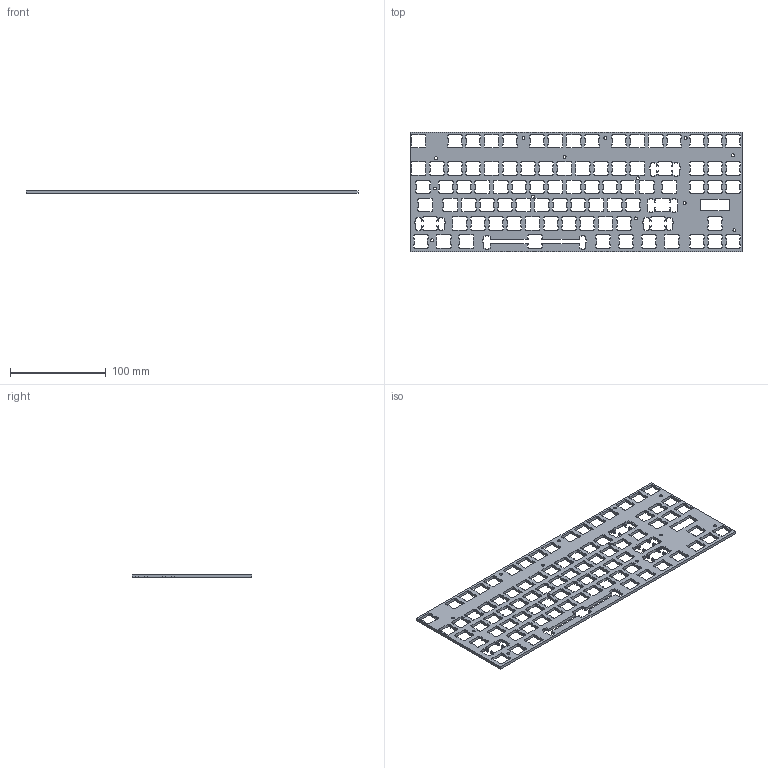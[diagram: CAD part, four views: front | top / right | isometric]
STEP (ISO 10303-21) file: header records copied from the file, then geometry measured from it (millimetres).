
FILE_DESCRIPTION(('HOOPS Exchange Step'),'2;1');
FILE_NAME('temp_export','2025-03-15T10:48:42-04:00',('evanl'),('Shapr3D Limited'),'HOOPS Exchange 2024.8','Shapr3D','Authorized');
FILE_SCHEMA( ('AP242_MANAGED_MODEL_BASED_3D_ENGINEERING_MIM_LF {1 0 10303 442 1 1 4}') );
Length unit declared in the file: millimetre
Products named in the file (4): temp_import; deltaboard_PCB; pcb.step; root
Assembly tree (3 placements, depth 3):
  root
    temp_import
    pcb.step
      deltaboard_PCB
Bounding box: 346.65 x 124.3 x 3 mm (x, y, z)
Volume: 70157.2 mm3; surface area: 68091.8 mm2
Topology: 1 solids, 1 shells, 1963 faces, 5909 edges, 3948 vertices
Faces by surface type: plane 1950, cylinder 13
Full cylindrical faces by diameter (mm): 3.1 x13
Entity records: 65538 total; most frequent: CARTESIAN_POINT 11828, ORIENTED_EDGE 11818, DIRECTION 9903, EDGE_CURVE 5909, VECTOR 5857, LINE 5857, VERTEX_POINT 3948, EDGE_LOOP 2165
